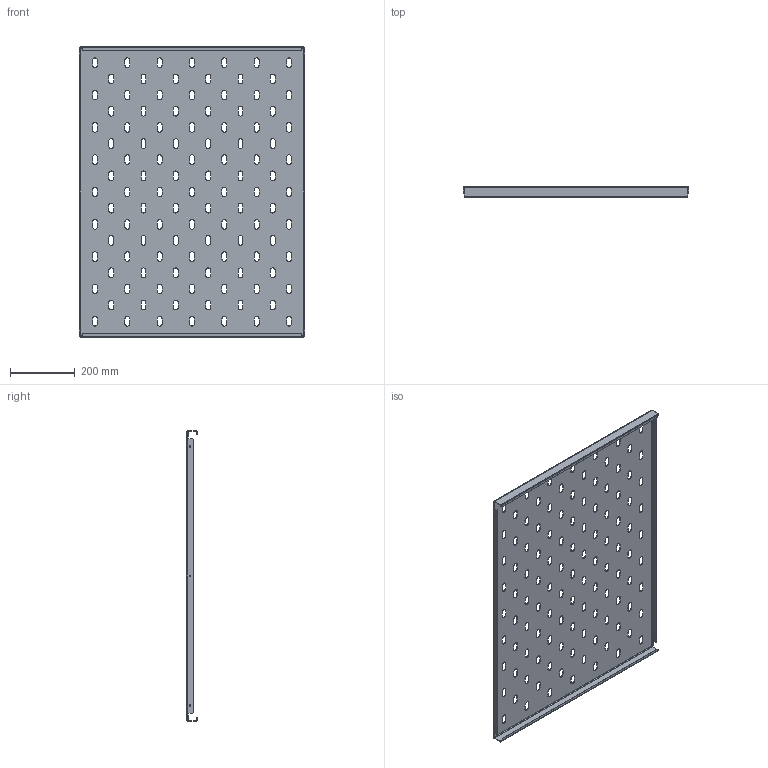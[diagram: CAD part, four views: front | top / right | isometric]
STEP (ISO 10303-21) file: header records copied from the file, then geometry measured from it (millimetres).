
FILE_DESCRIPTION (( 'STEP AP214' ), '1' );
FILE_NAME ('945.180.STEP', '2024-10-04T08:44:00', ( '' ), ( '' ), 'SwSTEP 2.0', 'SolidWorks 2021', '' );
FILE_SCHEMA (( 'AUTOMOTIVE_DESIGN' ));
Length unit declared in the file: millimetre
Products named in the file (1): 945.180
Bounding box: 698 x 33 x 898 mm (x, y, z)
Volume: 996852.6 mm3; surface area: 1347224.1 mm2
Topology: 1 solids, 1 shells, 653 faces, 1913 edges, 1262 vertices
Faces by surface type: cylinder 381, plane 272
Entity records: 22443 total; most frequent: DIRECTION 3975, CARTESIAN_POINT 3877, ORIENTED_EDGE 3826, EDGE_CURVE 1913, AXIS2_PLACEMENT_3D 1416, VERTEX_POINT 1262, LINE 1143, VECTOR 1143
